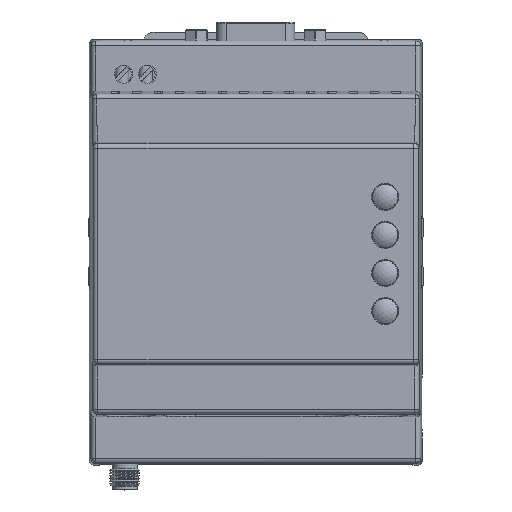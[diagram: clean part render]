
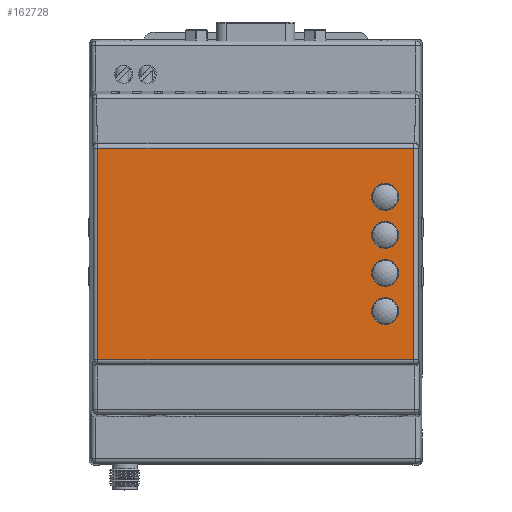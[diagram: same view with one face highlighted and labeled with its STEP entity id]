
A CAD part, top view. The second image highlights one B-rep face of the part: STEP entity #162728.
In plain terms, the highlighted planar face has unit normal (0, 0, 1).
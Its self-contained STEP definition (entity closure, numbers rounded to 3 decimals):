
#3688 = CARTESIAN_POINT ( 'NONE',  ( -16.494, 24.768, 72.482 ) ) ;
#4519 = ORIENTED_EDGE ( 'NONE', *, *, #126827, .T. ) ;
#5162 = DIRECTION ( 'NONE',  ( 0., -1., 0. ) ) ;
#6568 = CARTESIAN_POINT ( 'NONE',  ( -16.494, 3.606, 72.482 ) ) ;
#7629 = DIRECTION ( 'NONE',  ( 1., 0., 0. ) ) ;
#8292 = ORIENTED_EDGE ( 'NONE', *, *, #81955, .T. ) ;
#11040 = EDGE_CURVE ( 'NONE', #57643, #57643, #166629, .T. ) ;
#14519 = PLANE ( 'NONE',  #158436 ) ;
#16548 = DIRECTION ( 'NONE',  ( 0., 0., 1. ) ) ;
#16561 = EDGE_LOOP ( 'NONE', ( #145605 ) ) ;
#22069 = DIRECTION ( 'NONE',  ( 0., 1., 0. ) ) ;
#23760 = ORIENTED_EDGE ( 'NONE', *, *, #11040, .F. ) ;
#27124 = EDGE_CURVE ( 'NONE', #176085, #151667, #32082, .T. ) ;
#28988 = DIRECTION ( 'NONE',  ( 0., 0., -1. ) ) ;
#30202 = LINE ( 'NONE', #175321, #148564 ) ;
#31067 = EDGE_CURVE ( 'NONE', #74525, #74525, #186214, .T. ) ;
#32082 = LINE ( 'NONE', #188984, #109446 ) ;
#35182 = CARTESIAN_POINT ( 'NONE',  ( -16.494, 27.606, 72.482 ) ) ;
#38694 = CARTESIAN_POINT ( 'NONE',  ( -12.197, -6.669, 72.482 ) ) ;
#39773 = LINE ( 'NONE', #38694, #80889 ) ;
#40611 = VECTOR ( 'NONE', #122484, 1000. ) ;
#41329 = CARTESIAN_POINT ( 'NONE',  ( -76.946, 37.88, 72.482 ) ) ;
#46306 = DIRECTION ( 'NONE',  ( 0., 0., 1. ) ) ;
#49802 = VERTEX_POINT ( 'NONE', #147570 ) ;
#49877 = EDGE_CURVE ( 'NONE', #86581, #86581, #127552, .T. ) ;
#50774 = DIRECTION ( 'NONE',  ( 0., -1., 0. ) ) ;
#50777 = FACE_BOUND ( 'NONE', #16561, .T. ) ;
#55655 = EDGE_CURVE ( 'NONE', #176085, #49802, #158995, .T. ) ;
#55703 = EDGE_LOOP ( 'NONE', ( #194736 ) ) ;
#57263 = VERTEX_POINT ( 'NONE', #89385 ) ;
#57643 = VERTEX_POINT ( 'NONE', #3688 ) ;
#57852 = ORIENTED_EDGE ( 'NONE', *, *, #104175, .T. ) ;
#65429 = DIRECTION ( 'NONE',  ( -1., 0., 0. ) ) ;
#74525 = VERTEX_POINT ( 'NONE', #190055 ) ;
#77827 = CARTESIAN_POINT ( 'NONE',  ( -10.494, 60.763, 72.482 ) ) ;
#80809 = CARTESIAN_POINT ( 'NONE',  ( -10.494, 37.88, 72.482 ) ) ;
#80889 = VECTOR ( 'NONE', #7629, 1000. ) ;
#81955 = EDGE_CURVE ( 'NONE', #97268, #49802, #39773, .T. ) ;
#86581 = VERTEX_POINT ( 'NONE', #114450 ) ;
#87000 = FACE_BOUND ( 'NONE', #55703, .T. ) ;
#87275 = ORIENTED_EDGE ( 'NONE', *, *, #27124, .T. ) ;
#89385 = CARTESIAN_POINT ( 'NONE',  ( -16.494, 6.443, 72.482 ) ) ;
#95283 = EDGE_LOOP ( 'NONE', ( #23760 ) ) ;
#97268 = VERTEX_POINT ( 'NONE', #125345 ) ;
#99429 = EDGE_LOOP ( 'NONE', ( #8292, #180301, #87275, #57852 ) ) ;
#104175 = EDGE_CURVE ( 'NONE', #151667, #97268, #30202, .T. ) ;
#109120 = CARTESIAN_POINT ( 'NONE',  ( -16.494, 11.606, 72.482 ) ) ;
#109446 = VECTOR ( 'NONE', #65429, 1000. ) ;
#114450 = CARTESIAN_POINT ( 'NONE',  ( -16.494, 8.768, 72.482 ) ) ;
#114671 = DIRECTION ( 'NONE',  ( 0., 0., -1. ) ) ;
#120308 = CIRCLE ( 'NONE', #146286, 2.837 ) ;
#121588 = CARTESIAN_POINT ( 'NONE',  ( -16.494, 19.606, 72.482 ) ) ;
#121654 = AXIS2_PLACEMENT_3D ( 'NONE', #109120, #16548, #124642 ) ;
#122484 = DIRECTION ( 'NONE',  ( 0., -1., 0. ) ) ;
#124642 = DIRECTION ( 'NONE',  ( 0., -1., 0. ) ) ;
#125345 = CARTESIAN_POINT ( 'NONE',  ( -76.946, -6.669, 72.482 ) ) ;
#126827 = EDGE_CURVE ( 'NONE', #57263, #57263, #120308, .T. ) ;
#127552 = CIRCLE ( 'NONE', #121654, 2.837 ) ;
#128097 = FACE_OUTER_BOUND ( 'NONE', #99429, .T. ) ;
#132936 = FACE_BOUND ( 'NONE', #95283, .T. ) ;
#137090 = DIRECTION ( 'NONE',  ( 0., 1., 0. ) ) ;
#138764 = CARTESIAN_POINT ( 'NONE',  ( -2.684, -13.122, 72.482 ) ) ;
#143142 = DIRECTION ( 'NONE',  ( 0., 0., 1. ) ) ;
#143926 = AXIS2_PLACEMENT_3D ( 'NONE', #35182, #143142, #50774 ) ;
#145605 = ORIENTED_EDGE ( 'NONE', *, *, #31067, .T. ) ;
#146286 = AXIS2_PLACEMENT_3D ( 'NONE', #6568, #114671, #22069 ) ;
#147570 = CARTESIAN_POINT ( 'NONE',  ( -10.494, -6.669, 72.482 ) ) ;
#148564 = VECTOR ( 'NONE', #5162, 1000. ) ;
#151667 = VERTEX_POINT ( 'NONE', #41329 ) ;
#154284 = DIRECTION ( 'NONE',  ( 0., -1., 0. ) ) ;
#158436 = AXIS2_PLACEMENT_3D ( 'NONE', #138764, #46306, #154284 ) ;
#158995 = LINE ( 'NONE', #77827, #40611 ) ;
#162728 = ADVANCED_FACE ( 'NONE', ( #128097, #132936, #50777, #169148, #87000 ), #14519, .T. ) ;
#166629 = CIRCLE ( 'NONE', #143926, 2.837 ) ;
#168346 = EDGE_LOOP ( 'NONE', ( #4519 ) ) ;
#169148 = FACE_BOUND ( 'NONE', #168346, .T. ) ;
#171406 = AXIS2_PLACEMENT_3D ( 'NONE', #121588, #28988, #137090 ) ;
#175321 = CARTESIAN_POINT ( 'NONE',  ( -76.946, 60.763, 72.482 ) ) ;
#176085 = VERTEX_POINT ( 'NONE', #80809 ) ;
#180301 = ORIENTED_EDGE ( 'NONE', *, *, #55655, .F. ) ;
#186214 = CIRCLE ( 'NONE', #171406, 2.837 ) ;
#188984 = CARTESIAN_POINT ( 'NONE',  ( -12.197, 37.88, 72.482 ) ) ;
#190055 = CARTESIAN_POINT ( 'NONE',  ( -16.494, 22.443, 72.482 ) ) ;
#194736 = ORIENTED_EDGE ( 'NONE', *, *, #49877, .F. ) ;
